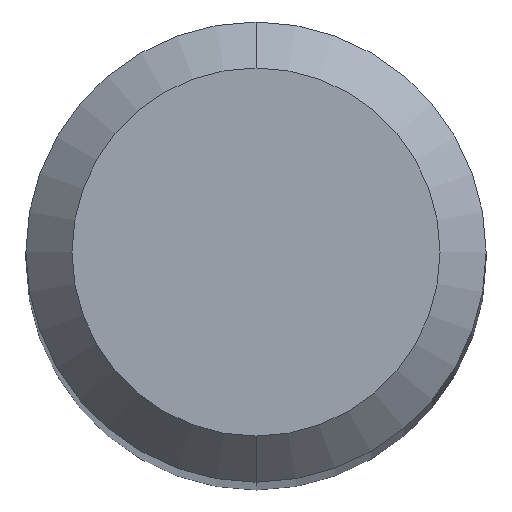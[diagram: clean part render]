
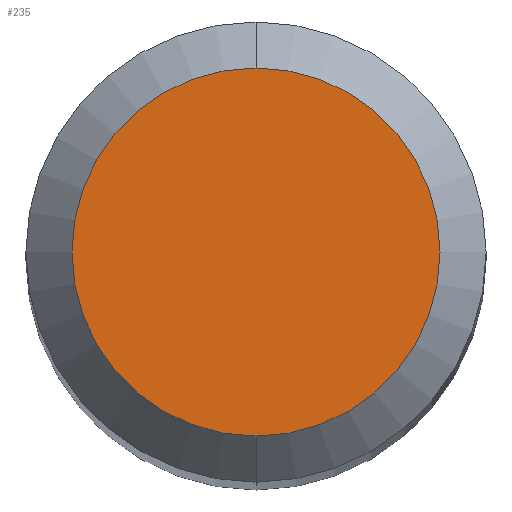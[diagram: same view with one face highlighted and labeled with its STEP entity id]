
A CAD part, top view. The second image highlights one B-rep face of the part: STEP entity #235.
In plain terms, the highlighted planar face has unit normal (0, 0, 1).
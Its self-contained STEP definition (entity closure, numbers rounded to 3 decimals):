
#227=VERTEX_POINT('',#539);
#235=ADVANCED_FACE('',(#548),#549,.T.);
#289=VERTEX_POINT('',#609);
#293=EDGE_CURVE('',#289,#227,#613,.T.);
#421=EDGE_CURVE('',#227,#289,#752,.T.);
#539=CARTESIAN_POINT('',(0.0,1.2,0.0));
#548=FACE_OUTER_BOUND('',#944,.T.);
#549=PLANE('',#945);
#609=CARTESIAN_POINT('',(0.,-1.2,0.0));
#613=CIRCLE('',#1064,1.2);
#752=CIRCLE('',#1363,1.2);
#944=EDGE_LOOP('',(#1525,#1526));
#945=AXIS2_PLACEMENT_3D('',#1527,#1528,#1529);
#1064=AXIS2_PLACEMENT_3D('',#1603,#1604,#1605);
#1363=AXIS2_PLACEMENT_3D('',#1745,#1746,#1747);
#1525=ORIENTED_EDGE('',*,*,#421,.F.);
#1526=ORIENTED_EDGE('',*,*,#293,.F.);
#1527=CARTESIAN_POINT('',(0.0,0.6,0.0));
#1528=DIRECTION('',(-0.0,0.0,1.0));
#1529=DIRECTION('',(0.0,-1.0,0.0));
#1603=CARTESIAN_POINT('',(0.0,0.0,0.0));
#1604=DIRECTION('',(0.0,0.0,-1.0));
#1605=DIRECTION('',(0.0,1.0,0.0));
#1745=CARTESIAN_POINT('',(0.0,0.0,0.0));
#1746=DIRECTION('',(0.0,0.0,-1.0));
#1747=DIRECTION('',(0.0,1.0,0.0));
